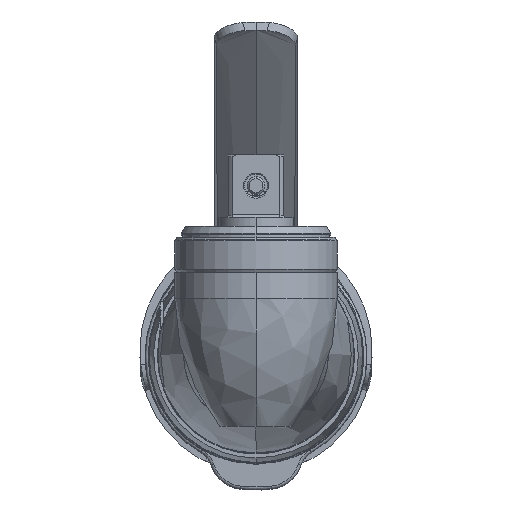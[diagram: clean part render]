
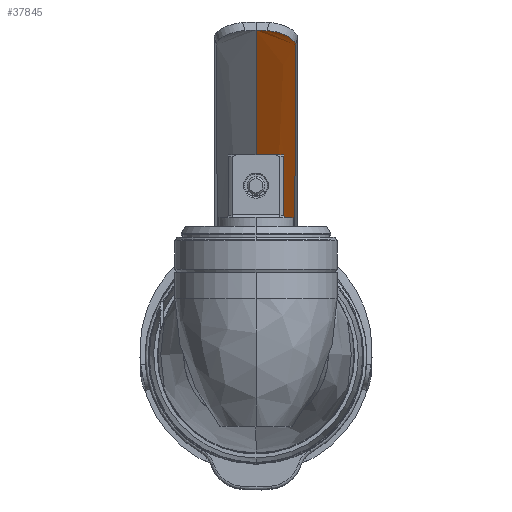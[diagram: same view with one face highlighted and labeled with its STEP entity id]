
A CAD part, top view. The second image highlights one B-rep face of the part: STEP entity #37845.
In plain terms, the highlighted conical face has half-angle 5 degrees and reference radius 22.769 mm.
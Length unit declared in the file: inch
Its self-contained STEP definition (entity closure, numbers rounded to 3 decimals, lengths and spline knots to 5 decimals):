
#14230=CARTESIAN_POINT('',(0.2689,2.10936,
4.62394));
#14303=CARTESIAN_POINT('',(0.,1.18198,5.07264));
#14304=DIRECTION('',(0.,0.259,0.966));
#14305=DIRECTION('',(0.071,0.964,-0.258));
#14306=AXIS2_PLACEMENT_3D('',#14303,#14304,#14305);
#14313=CARTESIAN_POINT('',(0.2689,2.10936,
4.62394));
#14314=CARTESIAN_POINT('',(0.26891,2.11083,
4.62795));
#14315=CARTESIAN_POINT('',(0.26865,2.11384,
4.63595));
#14316=CARTESIAN_POINT('',(0.26745,2.11856,
4.64789));
#14317=CARTESIAN_POINT('',(0.26544,2.12344,
4.65964));
#14318=CARTESIAN_POINT('',(0.26262,2.12846,
4.67119));
#14319=CARTESIAN_POINT('',(0.25899,2.1336,
4.6825));
#14320=CARTESIAN_POINT('',(0.2546,2.1388,
4.69347));
#14321=CARTESIAN_POINT('',(0.24943,2.14404,
4.70407));
#14322=CARTESIAN_POINT('',(0.24352,2.1493,
4.71429));
#14323=CARTESIAN_POINT('',(0.2369,2.15451,
4.72403));
#14324=CARTESIAN_POINT('',(0.22958,2.15966,
4.7333));
#14325=CARTESIAN_POINT('',(0.2216,2.16472,
4.74206));
#14326=CARTESIAN_POINT('',(0.21301,2.16963,
4.75024));
#14327=CARTESIAN_POINT('',(0.20382,2.17437,
4.75786));
#14328=CARTESIAN_POINT('',(0.19406,2.17892,
4.76488));
#14329=CARTESIAN_POINT('',(0.18382,2.18322,
4.77125));
#14330=CARTESIAN_POINT('',(0.17308,2.18726,
4.77699));
#14331=CARTESIAN_POINT('',(0.1619,2.19101,
4.78208));
#14332=CARTESIAN_POINT('',(0.15036,2.19443,
4.78647));
#14333=CARTESIAN_POINT('',(0.13843,2.19753,
4.79019));
#14334=CARTESIAN_POINT('',(0.12619,2.20026,
4.79321));
#14335=CARTESIAN_POINT('',(0.11372,2.2026,
4.79551));
#14336=CARTESIAN_POINT('',(0.101,2.20454,
4.79709));
#14337=CARTESIAN_POINT('',(0.08808,2.20608,
4.79796));
#14338=CARTESIAN_POINT('',(0.07941,2.20682,
4.79804));
#14339=CARTESIAN_POINT('',(0.07506,2.20712,
4.79796));
#14341=CARTESIAN_POINT('',(0.2628,0.84745,
1.19739));
#14342=CARTESIAN_POINT('',(0.26292,0.86464,
1.24384));
#14343=CARTESIAN_POINT('',(0.26315,0.89922,
1.33731));
#14344=CARTESIAN_POINT('',(0.26348,0.9517,
1.47924));
#14345=CARTESIAN_POINT('',(0.26381,1.00478,
1.62288));
#14346=CARTESIAN_POINT('',(0.26414,1.05846,
1.7682));
#14347=CARTESIAN_POINT('',(0.26446,1.11273,
1.9152));
#14348=CARTESIAN_POINT('',(0.26477,1.16759,
2.06385));
#14349=CARTESIAN_POINT('',(0.26507,1.22303,
2.21415));
#14350=CARTESIAN_POINT('',(0.26537,1.27898,
2.36592));
#14351=CARTESIAN_POINT('',(0.26566,1.33542,
2.51903));
#14352=CARTESIAN_POINT('',(0.26594,1.39228,
2.67336));
#14353=CARTESIAN_POINT('',(0.26622,1.44953,
2.82883));
#14354=CARTESIAN_POINT('',(0.26649,1.50714,
2.98531));
#14355=CARTESIAN_POINT('',(0.26676,1.56511,
3.14283));
#14356=CARTESIAN_POINT('',(0.26702,1.62348,
3.30148));
#14357=CARTESIAN_POINT('',(0.26727,1.68227,
3.46133));
#14358=CARTESIAN_POINT('',(0.26752,1.74153,
3.62253));
#14359=CARTESIAN_POINT('',(0.26776,1.80133,
3.78522));
#14360=CARTESIAN_POINT('',(0.268,1.86171,
3.94953));
#14361=CARTESIAN_POINT('',(0.26823,1.92267,
4.11548));
#14362=CARTESIAN_POINT('',(0.26846,1.98424,
4.28312));
#14363=CARTESIAN_POINT('',(0.26868,2.04642,
4.45249));
#14364=CARTESIAN_POINT('',(0.26883,2.08831,
4.56659));
#14365=CARTESIAN_POINT('',(0.2689,2.10936,
4.62394));
#14367=CARTESIAN_POINT('',(0.,0.19076,1.37335));
#14368=DIRECTION('',(0.,0.259,0.966));
#14369=DIRECTION('',(0.361,0.901,-0.241));
#14370=AXIS2_PLACEMENT_3D('',#14367,#14368,#14369);
#14400=DIRECTION('',(0.,0.342,0.94));
#14401=VECTOR('',#14400,3.84442);
#14402=CARTESIAN_POINT('',(0.,0.89481,1.18471));
#14403=LINE('',#14402,#14401);
#28295=CARTESIAN_POINT('',(0.,0.89481,1.18471));
#28297=VERTEX_POINT('',#28295);
#28298=CARTESIAN_POINT('',(0.,2.20968,4.79728));
#28299=VERTEX_POINT('',#28298);
#28302=CARTESIAN_POINT('',(0.2628,0.84745,
1.19739));
#28304=VERTEX_POINT('',#28302);
#28308=VERTEX_POINT('',#14230);
#28309=VERTEX_POINT('',#14339);
#37832=CARTESIAN_POINT('',(0.,0.68637,3.223));
#37833=DIRECTION('',(0.,0.259,0.966));
#37834=DIRECTION('',(-0.361,-0.901,0.241));
#37835=AXIS2_PLACEMENT_3D('',#37832,#37833,#37834);
#37836=CONICAL_SURFACE('',#37835,0.89641,5.);
#37837=ORIENTED_EDGE('',*,*,#37795,.F.);
#37838=ORIENTED_EDGE('',*,*,#37762,.F.);
#37839=ORIENTED_EDGE('',*,*,#37708,.T.);
#37841=ORIENTED_EDGE('',*,*,#37840,.T.);
#37842=ORIENTED_EDGE('',*,*,#37824,.F.);
#37843=EDGE_LOOP('',(#37837,#37838,#37839,#37841,#37842));
#37844=FACE_OUTER_BOUND('',#37843,.F.);
#37845=ADVANCED_FACE('',(#37844),#37836,.F.);
#14307=CIRCLE('',#14306,1.06395);
#14340=B_SPLINE_CURVE_WITH_KNOTS('',3,(#14313,#14314,#14315,#14316,#14317,
#14318,#14319,#14320,#14321,#14322,#14323,#14324,#14325,#14326,#14327,#14328,
#14329,#14330,#14331,#14332,#14333,#14334,#14335,#14336,#14337,#14338,#14339),
.UNSPECIFIED.,.F.,.F.,(4,1,1,1,1,1,1,1,1,1,1,1,1,1,1,1,1,1,1,1,1,1,1,1,4),(0.,
0.04167,0.08333,0.125,0.16667,0.20833,
0.25,0.29167,0.33333,0.375,0.41667,
0.45833,0.5,0.54167,0.58333,0.625,
0.66667,0.70833,0.75,0.79167,0.83333,
0.875,0.91667,0.95833,1.),.UNSPECIFIED.);
#14366=B_SPLINE_CURVE_WITH_KNOTS('',3,(#14341,#14342,#14343,#14344,#14345,
#14346,#14347,#14348,#14349,#14350,#14351,#14352,#14353,#14354,#14355,#14356,
#14357,#14358,#14359,#14360,#14361,#14362,#14363,#14364,#14365),.UNSPECIFIED.,
.F.,.F.,(4,1,1,1,1,1,1,1,1,1,1,1,1,1,1,1,1,1,1,1,1,1,4),(0.,0.04545,
0.09091,0.13636,0.18182,0.22727,
0.27273,0.31818,0.36364,0.40909,
0.45455,0.5,0.54545,0.59091,0.63636,
0.68182,0.72727,0.77273,0.81818,
0.86364,0.90909,0.95455,1.),.UNSPECIFIED.);
#14371=CIRCLE('',#14370,0.72888);
#37708=EDGE_CURVE('',#28304,#28297,#14371,.T.);
#37762=EDGE_CURVE('',#28304,#28308,#14366,.T.);
#37795=EDGE_CURVE('',#28308,#28309,#14340,.T.);
#37824=EDGE_CURVE('',#28309,#28299,#14307,.T.);
#37840=EDGE_CURVE('',#28297,#28299,#14403,.T.);
